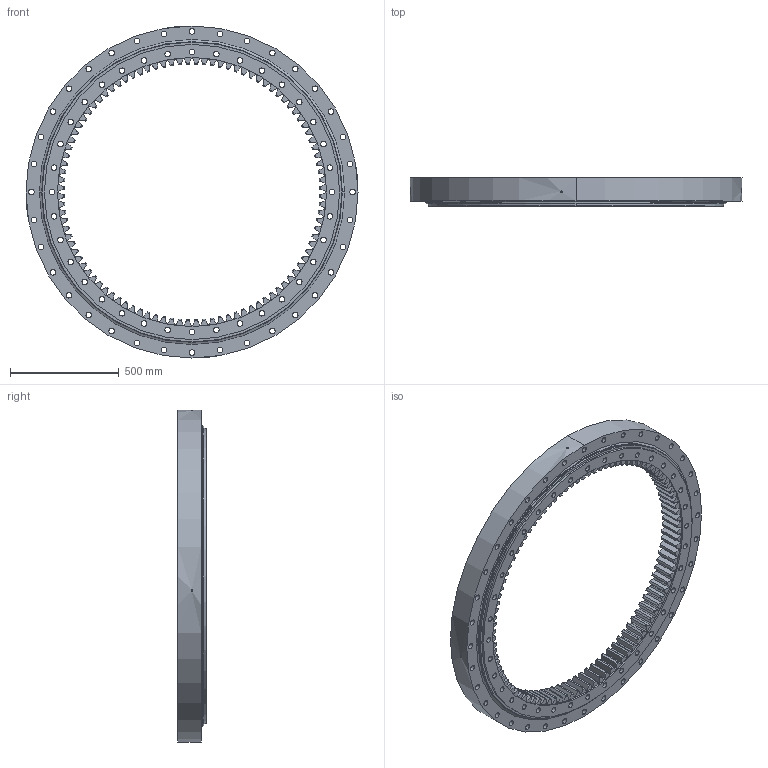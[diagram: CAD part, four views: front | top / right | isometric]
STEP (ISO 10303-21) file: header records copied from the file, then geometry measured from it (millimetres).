
FILE_DESCRIPTION (( 'STEP AP203' ), '1' );
FILE_NAME ('07-1385-03.STEP', '2017-12-27T12:05:24', ( 'defontaine' ), ( 'Hewlett-Packard Company' ), 'SwSTEP 2.0', 'SolidWorks 2016', '' );
FILE_SCHEMA (( 'CONFIG_CONTROL_DESIGN' ));
Length unit declared in the file: millimetre
Products named in the file (1): 07-1385-03
Bounding box: 1530 x 130 x 1530 mm (x, y, z)
Volume: 63695577.8 mm3; surface area: 4702153.8 mm2
Topology: 5 solids, 5 shells, 833 faces, 2432 edges, 1612 vertices
Faces by surface type: cylinder 375, plane 217, cone 216, torus 25
Entity records: 29284 total; most frequent: CARTESIAN_POINT 6686, ORIENTED_EDGE 4864, DIRECTION 4677, EDGE_CURVE 2432, AXIS2_PLACEMENT_3D 1843, VERTEX_POINT 1612, CIRCLE 1009, EDGE_LOOP 996
